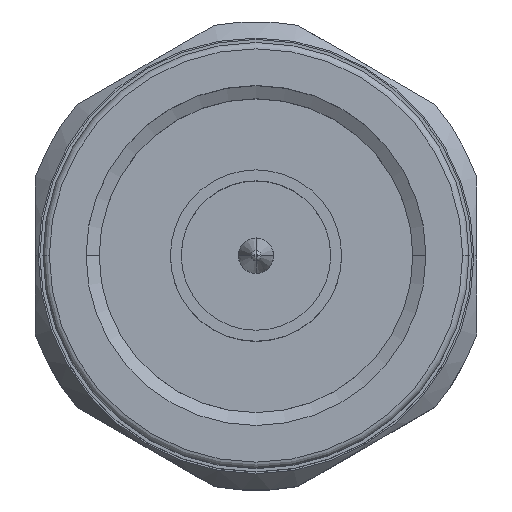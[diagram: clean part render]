
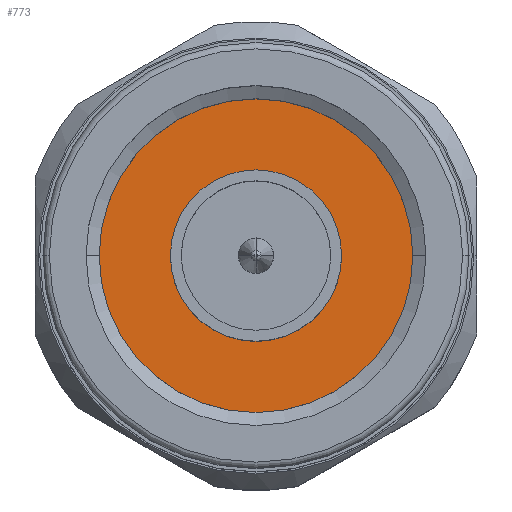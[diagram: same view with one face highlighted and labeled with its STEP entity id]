
A CAD part, top view. The second image highlights one B-rep face of the part: STEP entity #773.
In plain terms, the highlighted face is planar.
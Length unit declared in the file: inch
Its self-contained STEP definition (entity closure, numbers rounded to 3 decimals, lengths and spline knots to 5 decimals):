
#252 = DIRECTION ( 'NONE',  ( 1., 0., 0. ) ) ;
#624 = CIRCLE ( 'NONE', #10871, 0.34395 ) ;
#693 = CARTESIAN_POINT ( 'NONE',  ( 0.35943, 0., 0.15748 ) ) ;
#773 = ADVANCED_FACE ( 'NONE', ( #10215, #9362 ), #6674, .F. ) ;
#858 = DIRECTION ( 'NONE',  ( 1., 0., 0. ) ) ;
#1652 = CARTESIAN_POINT ( 'NONE',  ( 0.35943, 0., -0.34395 ) ) ;
#1806 = EDGE_CURVE ( 'NONE', #6416, #2918, #624, .T. ) ;
#1877 = DIRECTION ( 'NONE',  ( 0., 0., -1. ) ) ;
#2204 = AXIS2_PLACEMENT_3D ( 'NONE', #7958, #858, #7003 ) ;
#2394 = DIRECTION ( 'NONE',  ( 1., 0., 0. ) ) ;
#2918 = VERTEX_POINT ( 'NONE', #1652 ) ;
#2952 = EDGE_CURVE ( 'NONE', #10356, #10597, #3265, .T. ) ;
#3255 = EDGE_CURVE ( 'NONE', #2918, #6416, #10112, .T. ) ;
#3259 = EDGE_LOOP ( 'NONE', ( #8897, #9617 ) ) ;
#3265 = CIRCLE ( 'NONE', #9563, 0.15748 ) ;
#3839 = CARTESIAN_POINT ( 'NONE',  ( 0.35943, 0., -0.15748 ) ) ;
#4007 = CARTESIAN_POINT ( 'NONE',  ( 0.35943, 0., 0. ) ) ;
#5384 = CARTESIAN_POINT ( 'NONE',  ( 0.35943, 0., 0. ) ) ;
#5539 = ORIENTED_EDGE ( 'NONE', *, *, #3255, .F. ) ;
#5823 = AXIS2_PLACEMENT_3D ( 'NONE', #10107, #2394, #5837 ) ;
#5837 = DIRECTION ( 'NONE',  ( 0., 0., -1. ) ) ;
#6150 = CARTESIAN_POINT ( 'NONE',  ( 0.35943, 0., 0.34395 ) ) ;
#6416 = VERTEX_POINT ( 'NONE', #6150 ) ;
#6674 = PLANE ( 'NONE',  #5823 ) ;
#7003 = DIRECTION ( 'NONE',  ( 0., 0., -1. ) ) ;
#7446 = DIRECTION ( 'NONE',  ( 1., 0., 0. ) ) ;
#7576 = EDGE_CURVE ( 'NONE', #10597, #10356, #7921, .T. ) ;
#7834 = CARTESIAN_POINT ( 'NONE',  ( 0.35943, 0., 0. ) ) ;
#7921 = CIRCLE ( 'NONE', #9350, 0.15748 ) ;
#7958 = CARTESIAN_POINT ( 'NONE',  ( 0.35943, 0., 0. ) ) ;
#8575 = DIRECTION ( 'NONE',  ( 1., 0., 0. ) ) ;
#8761 = EDGE_LOOP ( 'NONE', ( #5539, #10367 ) ) ;
#8897 = ORIENTED_EDGE ( 'NONE', *, *, #7576, .T. ) ;
#9350 = AXIS2_PLACEMENT_3D ( 'NONE', #4007, #7446, #10877 ) ;
#9362 = FACE_BOUND ( 'NONE', #3259, .T. ) ;
#9563 = AXIS2_PLACEMENT_3D ( 'NONE', #5384, #252, #10381 ) ;
#9617 = ORIENTED_EDGE ( 'NONE', *, *, #2952, .T. ) ;
#10107 = CARTESIAN_POINT ( 'NONE',  ( 0.35943, 0.34395, 0. ) ) ;
#10112 = CIRCLE ( 'NONE', #2204, 0.34395 ) ;
#10215 = FACE_OUTER_BOUND ( 'NONE', #8761, .T. ) ;
#10356 = VERTEX_POINT ( 'NONE', #693 ) ;
#10367 = ORIENTED_EDGE ( 'NONE', *, *, #1806, .F. ) ;
#10381 = DIRECTION ( 'NONE',  ( 0., 0., -1. ) ) ;
#10597 = VERTEX_POINT ( 'NONE', #3839 ) ;
#10871 = AXIS2_PLACEMENT_3D ( 'NONE', #7834, #8575, #1877 ) ;
#10877 = DIRECTION ( 'NONE',  ( 0., 0., -1. ) ) ;
